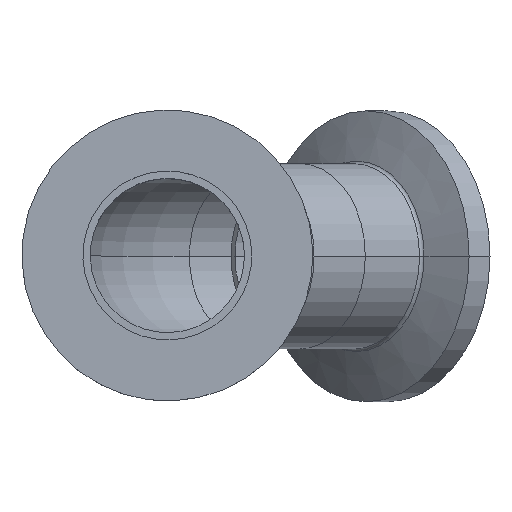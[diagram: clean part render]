
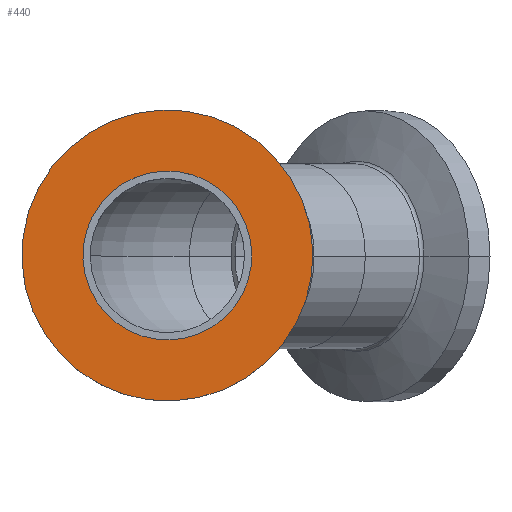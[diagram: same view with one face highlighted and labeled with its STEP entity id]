
A CAD part, top view. The second image highlights one B-rep face of the part: STEP entity #440.
In plain terms, the highlighted face is planar.
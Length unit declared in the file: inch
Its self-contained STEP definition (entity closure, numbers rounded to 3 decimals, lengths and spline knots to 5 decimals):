
#52 = CARTESIAN_POINT ( 'NONE',  ( 0., 0., 0. ) ) ;
#66 = DIRECTION ( 'NONE',  ( 0., 0., -1. ) ) ;
#159 = AXIS2_PLACEMENT_3D ( 'NONE', #710, #922, #181 ) ;
#181 = DIRECTION ( 'NONE',  ( 1., 0., 0. ) ) ;
#187 = DIRECTION ( 'NONE',  ( -1., 0., 0. ) ) ;
#188 = PLANE ( 'NONE',  #159 ) ;
#196 = EDGE_LOOP ( 'NONE', ( #362, #579 ) ) ;
#201 = EDGE_LOOP ( 'NONE', ( #762, #760 ) ) ;
#227 = AXIS2_PLACEMENT_3D ( 'NONE', #344, #693, #187 ) ;
#272 = CARTESIAN_POINT ( 'NONE',  ( 0.59, 0., 0. ) ) ;
#276 = VERTEX_POINT ( 'NONE', #597 ) ;
#300 = CARTESIAN_POINT ( 'NONE',  ( 0., 0., 0. ) ) ;
#321 = CARTESIAN_POINT ( 'NONE',  ( 0., 0., 0. ) ) ;
#328 = EDGE_CURVE ( 'NONE', #859, #276, #1032, .T. ) ;
#344 = CARTESIAN_POINT ( 'NONE',  ( 0., 0., 0. ) ) ;
#362 = ORIENTED_EDGE ( 'NONE', *, *, #879, .T. ) ;
#382 = DIRECTION ( 'NONE',  ( 0., 0., -1. ) ) ;
#439 = FACE_BOUND ( 'NONE', #201, .T. ) ;
#440 = ADVANCED_FACE ( 'NONE', ( #439, #929 ), #188, .F. ) ;
#489 = CIRCLE ( 'NONE', #503, 0.3425 ) ;
#503 = AXIS2_PLACEMENT_3D ( 'NONE', #52, #382, #1049 ) ;
#540 = VERTEX_POINT ( 'NONE', #715 ) ;
#558 = CARTESIAN_POINT ( 'NONE',  ( -0.3425, 0., 0. ) ) ;
#573 = AXIS2_PLACEMENT_3D ( 'NONE', #321, #659, #821 ) ;
#579 = ORIENTED_EDGE ( 'NONE', *, *, #328, .T. ) ;
#590 = EDGE_CURVE ( 'NONE', #624, #540, #489, .T. ) ;
#597 = CARTESIAN_POINT ( 'NONE',  ( -0.59, 0., 0. ) ) ;
#601 = AXIS2_PLACEMENT_3D ( 'NONE', #300, #66, #969 ) ;
#624 = VERTEX_POINT ( 'NONE', #558 ) ;
#659 = DIRECTION ( 'NONE',  ( 0., 0., -1. ) ) ;
#693 = DIRECTION ( 'NONE',  ( 0., 0., -1. ) ) ;
#710 = CARTESIAN_POINT ( 'NONE',  ( 0.59, 0., 0. ) ) ;
#715 = CARTESIAN_POINT ( 'NONE',  ( 0.3425, 0., 0. ) ) ;
#760 = ORIENTED_EDGE ( 'NONE', *, *, #970, .F. ) ;
#762 = ORIENTED_EDGE ( 'NONE', *, *, #590, .F. ) ;
#821 = DIRECTION ( 'NONE',  ( -1., 0., 0. ) ) ;
#859 = VERTEX_POINT ( 'NONE', #272 ) ;
#879 = EDGE_CURVE ( 'NONE', #276, #859, #913, .T. ) ;
#913 = CIRCLE ( 'NONE', #227, 0.59 ) ;
#922 = DIRECTION ( 'NONE',  ( 0., 0., 1. ) ) ;
#929 = FACE_OUTER_BOUND ( 'NONE', #196, .T. ) ;
#969 = DIRECTION ( 'NONE',  ( -1., 0., 0. ) ) ;
#970 = EDGE_CURVE ( 'NONE', #540, #624, #1058, .T. ) ;
#1032 = CIRCLE ( 'NONE', #573, 0.59 ) ;
#1049 = DIRECTION ( 'NONE',  ( -1., 0., 0. ) ) ;
#1058 = CIRCLE ( 'NONE', #601, 0.3425 ) ;
